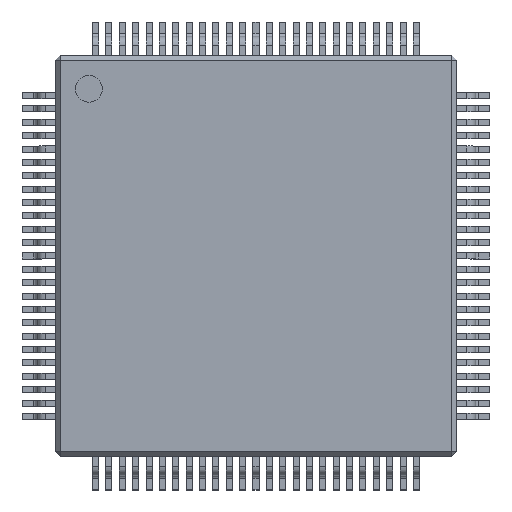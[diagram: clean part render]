
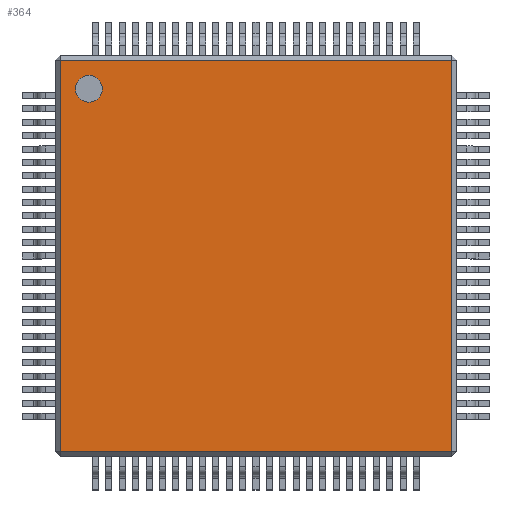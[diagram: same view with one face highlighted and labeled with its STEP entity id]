
A CAD part, top view. The second image highlights one B-rep face of the part: STEP entity #364.
In plain terms, the highlighted planar face has unit normal (0, 0, 1).
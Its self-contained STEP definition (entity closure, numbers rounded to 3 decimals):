
#13=DIRECTION('',(0.,0.,1.));
#14=DIRECTION('',(1.,0.,0.));
#164=VECTOR('',#165,1.);
#165=DIRECTION('',(0.,1.,0.));
#238=VERTEX_POINT('',#239);
#239=CARTESIAN_POINT('',(-5.85,-5.85,1.));
#247=VERTEX_POINT('',#248);
#248=CARTESIAN_POINT('',(-5.85,5.85,1.));
#253=ORIENTED_EDGE('',*,*,#254,.F.);
#254=EDGE_CURVE('',#238,#247,#255,.T.);
#255=LINE('',#256,#164);
#256=CARTESIAN_POINT('',(-5.85,-6.,1.));
#322=VECTOR('',#14,1.);
#364=ADVANCED_FACE('',(#365,#383),#392,.T.);
#365=FACE_BOUND('',#366,.T.);
#366=EDGE_LOOP('',(#253,#367,#373,#379));
#367=ORIENTED_EDGE('',*,*,#368,.T.);
#368=EDGE_CURVE('',#238,#369,#371,.T.);
#369=VERTEX_POINT('',#370);
#370=CARTESIAN_POINT('',(5.85,-5.85,1.));
#371=LINE('',#372,#322);
#372=CARTESIAN_POINT('',(-6.,-5.85,1.));
#373=ORIENTED_EDGE('',*,*,#374,.T.);
#374=EDGE_CURVE('',#369,#375,#377,.T.);
#375=VERTEX_POINT('',#376);
#376=CARTESIAN_POINT('',(5.85,5.85,1.));
#377=LINE('',#378,#164);
#378=CARTESIAN_POINT('',(5.85,-6.,1.));
#379=ORIENTED_EDGE('',*,*,#380,.F.);
#380=EDGE_CURVE('',#247,#375,#381,.T.);
#381=LINE('',#382,#322);
#382=CARTESIAN_POINT('',(-6.,5.85,1.));
#383=FACE_BOUND('',#384,.T.);
#384=EDGE_LOOP('',(#385));
#385=ORIENTED_EDGE('',*,*,#386,.F.);
#386=EDGE_CURVE('',#387,#387,#389,.T.);
#387=VERTEX_POINT('',#388);
#388=CARTESIAN_POINT('',(-4.6,5.,1.));
#389=CIRCLE('',#390,0.4);
#390=AXIS2_PLACEMENT_3D('',#391,#13,#14);
#391=CARTESIAN_POINT('',(-5.,5.,1.));
#392=PLANE('',#393);
#393=AXIS2_PLACEMENT_3D('',#394,#13,#14);
#394=CARTESIAN_POINT('',(-6.,-6.,1.));
